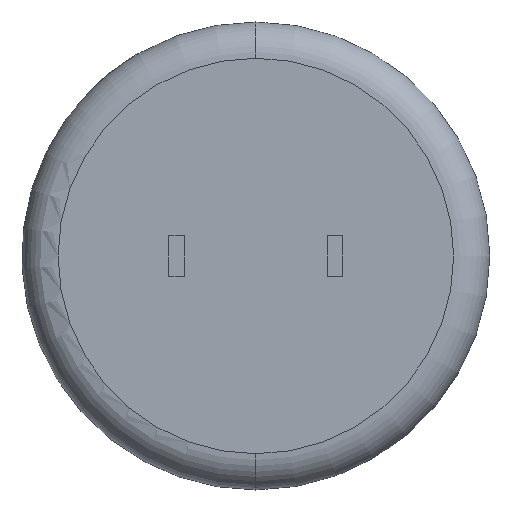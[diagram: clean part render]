
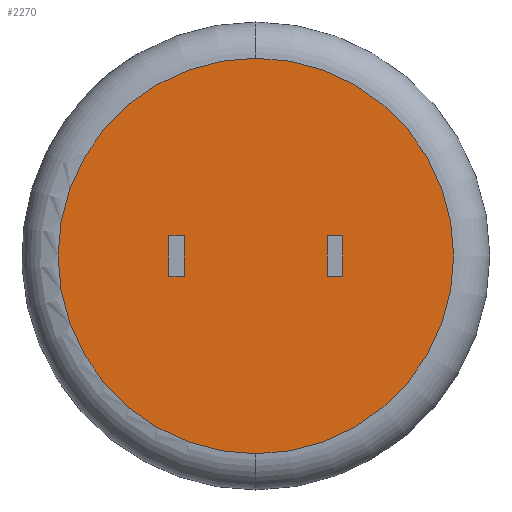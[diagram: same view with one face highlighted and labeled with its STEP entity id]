
A CAD part, front view. The second image highlights one B-rep face of the part: STEP entity #2270.
In plain terms, the highlighted planar face has unit normal (0, -1, 0).
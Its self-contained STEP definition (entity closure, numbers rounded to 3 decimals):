
#20 = CARTESIAN_POINT ( 'NONE',  ( 2.29, 0., 0.65 ) ) ;
#76 = VECTOR ( 'NONE', #1482, 1000. ) ;
#88 = LINE ( 'NONE', #2593, #1496 ) ;
#97 = VERTEX_POINT ( 'NONE', #573 ) ;
#101 = EDGE_CURVE ( 'NONE', #97, #443, #2474, .T. ) ;
#118 = EDGE_CURVE ( 'NONE', #1538, #766, #665, .T. ) ;
#147 = DIRECTION ( 'NONE',  ( 0., 0., -1. ) ) ;
#197 = FACE_BOUND ( 'NONE', #2532, .T. ) ;
#239 = LINE ( 'NONE', #2258, #1997 ) ;
#283 = DIRECTION ( 'NONE',  ( 0., 1., 0. ) ) ;
#377 = LINE ( 'NONE', #1288, #2356 ) ;
#418 = EDGE_CURVE ( 'NONE', #2463, #2225, #1902, .T. ) ;
#443 = VERTEX_POINT ( 'NONE', #535 ) ;
#473 = DIRECTION ( 'NONE',  ( 1., 0., 0. ) ) ;
#479 = DIRECTION ( 'NONE',  ( 1., 0., 0. ) ) ;
#526 = ORIENTED_EDGE ( 'NONE', *, *, #118, .F. ) ;
#535 = CARTESIAN_POINT ( 'NONE',  ( -2.29, 0., -0.65 ) ) ;
#573 = CARTESIAN_POINT ( 'NONE',  ( -2.79, 0., -0.65 ) ) ;
#637 = DIRECTION ( 'NONE',  ( 0., 0., -1. ) ) ;
#665 = LINE ( 'NONE', #1083, #76 ) ;
#673 = CARTESIAN_POINT ( 'NONE',  ( -2.79, 0., -0.65 ) ) ;
#713 = DIRECTION ( 'NONE',  ( 0., 0., 1. ) ) ;
#724 = EDGE_CURVE ( 'NONE', #766, #1801, #1942, .T. ) ;
#742 = DIRECTION ( 'NONE',  ( 0., 0., 1. ) ) ;
#766 = VERTEX_POINT ( 'NONE', #1759 ) ;
#793 = AXIS2_PLACEMENT_3D ( 'NONE', #2382, #1092, #1327 ) ;
#807 = CARTESIAN_POINT ( 'NONE',  ( -2.29, 0., 0.65 ) ) ;
#812 = VERTEX_POINT ( 'NONE', #2420 ) ;
#872 = CARTESIAN_POINT ( 'NONE',  ( 0., 0., -6.339 ) ) ;
#899 = ORIENTED_EDGE ( 'NONE', *, *, #101, .F. ) ;
#919 = ORIENTED_EDGE ( 'NONE', *, *, #985, .T. ) ;
#974 = EDGE_CURVE ( 'NONE', #97, #812, #2134, .T. ) ;
#985 = EDGE_CURVE ( 'NONE', #1323, #443, #1937, .T. ) ;
#1048 = CARTESIAN_POINT ( 'NONE',  ( -2.29, 0., 0.65 ) ) ;
#1083 = CARTESIAN_POINT ( 'NONE',  ( 2.79, 0., 0. ) ) ;
#1092 = DIRECTION ( 'NONE',  ( 0., -1., 0. ) ) ;
#1096 = EDGE_CURVE ( 'NONE', #2225, #2463, #2404, .T. ) ;
#1109 = EDGE_LOOP ( 'NONE', ( #1316, #1747, #919, #899 ) ) ;
#1139 = ORIENTED_EDGE ( 'NONE', *, *, #724, .F. ) ;
#1216 = CARTESIAN_POINT ( 'NONE',  ( 0., 0., 6.339 ) ) ;
#1268 = VERTEX_POINT ( 'NONE', #2041 ) ;
#1281 = DIRECTION ( 'NONE',  ( 1., 0., 0. ) ) ;
#1288 = CARTESIAN_POINT ( 'NONE',  ( 2.29, 0., -0.65 ) ) ;
#1316 = ORIENTED_EDGE ( 'NONE', *, *, #974, .T. ) ;
#1323 = VERTEX_POINT ( 'NONE', #807 ) ;
#1327 = DIRECTION ( 'NONE',  ( 0., 0., 1. ) ) ;
#1339 = EDGE_CURVE ( 'NONE', #1801, #1268, #239, .T. ) ;
#1482 = DIRECTION ( 'NONE',  ( 0., 0., 1. ) ) ;
#1496 = VECTOR ( 'NONE', #479, 1000. ) ;
#1538 = VERTEX_POINT ( 'NONE', #1753 ) ;
#1570 = DIRECTION ( 'NONE',  ( 0., -1., 0. ) ) ;
#1598 = CARTESIAN_POINT ( 'NONE',  ( 0., 0., 0. ) ) ;
#1672 = ORIENTED_EDGE ( 'NONE', *, *, #1339, .F. ) ;
#1705 = ORIENTED_EDGE ( 'NONE', *, *, #1738, .F. ) ;
#1738 = EDGE_CURVE ( 'NONE', #1268, #1538, #377, .T. ) ;
#1747 = ORIENTED_EDGE ( 'NONE', *, *, #2205, .T. ) ;
#1753 = CARTESIAN_POINT ( 'NONE',  ( 2.79, 0., -0.65 ) ) ;
#1759 = CARTESIAN_POINT ( 'NONE',  ( 2.79, 0., 0.65 ) ) ;
#1772 = CARTESIAN_POINT ( 'NONE',  ( 2.29, 0., 0.65 ) ) ;
#1775 = VECTOR ( 'NONE', #1281, 1000. ) ;
#1801 = VERTEX_POINT ( 'NONE', #20 ) ;
#1897 = DIRECTION ( 'NONE',  ( 0., 0., 1. ) ) ;
#1902 = CIRCLE ( 'NONE', #2304, 6.339 ) ;
#1937 = LINE ( 'NONE', #1048, #2432 ) ;
#1938 = ORIENTED_EDGE ( 'NONE', *, *, #418, .T. ) ;
#1942 = LINE ( 'NONE', #1772, #2437 ) ;
#1997 = VECTOR ( 'NONE', #147, 1000. ) ;
#2041 = CARTESIAN_POINT ( 'NONE',  ( 2.29, 0., -0.65 ) ) ;
#2101 = ORIENTED_EDGE ( 'NONE', *, *, #1096, .T. ) ;
#2122 = FACE_OUTER_BOUND ( 'NONE', #2218, .T. ) ;
#2134 = LINE ( 'NONE', #2301, #2329 ) ;
#2174 = PLANE ( 'NONE',  #2184 ) ;
#2184 = AXIS2_PLACEMENT_3D ( 'NONE', #2623, #283, #713 ) ;
#2205 = EDGE_CURVE ( 'NONE', #812, #1323, #88, .T. ) ;
#2218 = EDGE_LOOP ( 'NONE', ( #1938, #2101 ) ) ;
#2225 = VERTEX_POINT ( 'NONE', #872 ) ;
#2245 = FACE_BOUND ( 'NONE', #1109, .T. ) ;
#2258 = CARTESIAN_POINT ( 'NONE',  ( 2.29, 0., -0.65 ) ) ;
#2270 = ADVANCED_FACE ( 'NONE', ( #2122, #2245, #197 ), #2174, .F. ) ;
#2301 = CARTESIAN_POINT ( 'NONE',  ( -2.79, 0., 0. ) ) ;
#2304 = AXIS2_PLACEMENT_3D ( 'NONE', #1598, #1570, #742 ) ;
#2329 = VECTOR ( 'NONE', #1897, 1000. ) ;
#2356 = VECTOR ( 'NONE', #473, 1000. ) ;
#2382 = CARTESIAN_POINT ( 'NONE',  ( 0., 0., 0. ) ) ;
#2404 = CIRCLE ( 'NONE', #793, 6.339 ) ;
#2420 = CARTESIAN_POINT ( 'NONE',  ( -2.79, 0., 0.65 ) ) ;
#2432 = VECTOR ( 'NONE', #637, 1000. ) ;
#2437 = VECTOR ( 'NONE', #2642, 1000. ) ;
#2463 = VERTEX_POINT ( 'NONE', #1216 ) ;
#2474 = LINE ( 'NONE', #673, #1775 ) ;
#2532 = EDGE_LOOP ( 'NONE', ( #1672, #1139, #526, #1705 ) ) ;
#2593 = CARTESIAN_POINT ( 'NONE',  ( -2.79, 0., 0.65 ) ) ;
#2623 = CARTESIAN_POINT ( 'NONE',  ( 0., 0., 0. ) ) ;
#2642 = DIRECTION ( 'NONE',  ( -1., 0., 0. ) ) ;
